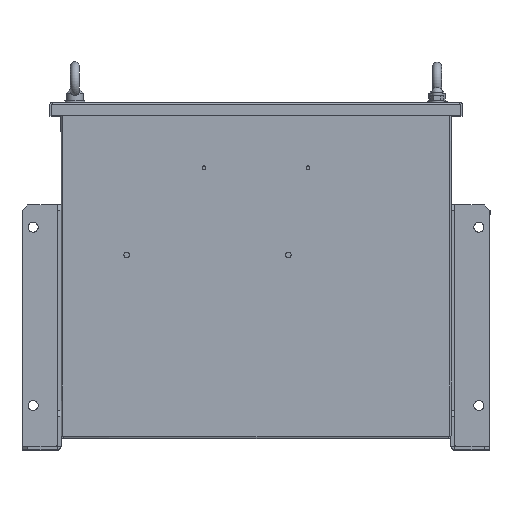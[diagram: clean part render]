
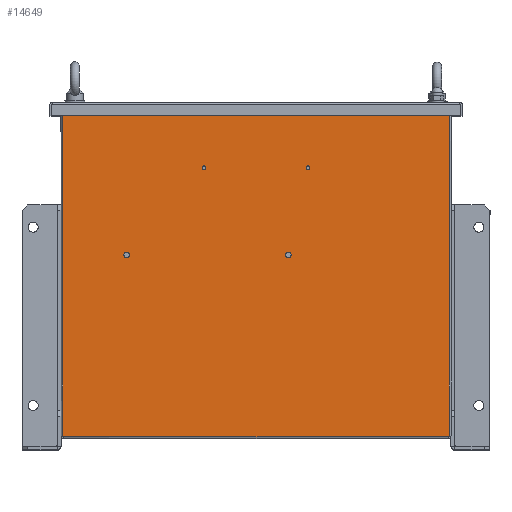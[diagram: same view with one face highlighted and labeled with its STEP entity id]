
A CAD part, top view. The second image highlights one B-rep face of the part: STEP entity #14649.
In plain terms, the highlighted planar face has unit normal (0, 0, 1).
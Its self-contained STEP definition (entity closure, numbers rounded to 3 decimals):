
#428 = DIRECTION ( 'NONE',  ( 1., 0., 0. ) ) ;
#460 = ORIENTED_EDGE ( 'NONE', *, *, #12277, .F. ) ;
#477 = CARTESIAN_POINT ( 'NONE',  ( 229.054, 317.8, 1.5 ) ) ;
#646 = VERTEX_POINT ( 'NONE', #477 ) ;
#715 = ORIENTED_EDGE ( 'NONE', *, *, #15041, .T. ) ;
#756 = DIRECTION ( 'NONE',  ( 0., 0., -1. ) ) ;
#1083 = EDGE_CURVE ( 'NONE', #13362, #8745, #5765, .T. ) ;
#1388 = CARTESIAN_POINT ( 'NONE',  ( 575.5, 21., 1.5 ) ) ;
#1393 = VERTEX_POINT ( 'NONE', #12738 ) ;
#1397 = DIRECTION ( 'NONE',  ( 1., 0., 0. ) ) ;
#1661 = VECTOR ( 'NONE', #13909, 1000. ) ;
#1788 = EDGE_CURVE ( 'NONE', #16483, #13362, #1936, .T. ) ;
#1936 = LINE ( 'NONE', #17244, #1661 ) ;
#2194 = CARTESIAN_POINT ( 'NONE',  ( 575.2, 317.146, 1.5 ) ) ;
#2295 = CARTESIAN_POINT ( 'NONE',  ( 285.8, 184.2, 1.5 ) ) ;
#2563 = VERTEX_POINT ( 'NONE', #2194 ) ;
#2741 = AXIS2_PLACEMENT_3D ( 'NONE', #17182, #7331, #18834 ) ;
#3188 = EDGE_CURVE ( 'NONE', #15847, #15847, #7518, .T. ) ;
#3691 = EDGE_CURVE ( 'NONE', #646, #10036, #20827, .T. ) ;
#3985 = DIRECTION ( 'NONE',  ( 1., 0., 0. ) ) ;
#4040 = CARTESIAN_POINT ( 'NONE',  ( 574.546, 21., 1.5 ) ) ;
#4382 = DIRECTION ( 'NONE',  ( 0., 0., -1. ) ) ;
#4676 = DIRECTION ( 'NONE',  ( 1., 0., 0. ) ) ;
#4738 = EDGE_LOOP ( 'NONE', ( #8460 ) ) ;
#4876 = EDGE_CURVE ( 'NONE', #8745, #10921, #6161, .T. ) ;
#4919 = AXIS2_PLACEMENT_3D ( 'NONE', #10656, #756, #12305 ) ;
#4923 = AXIS2_PLACEMENT_3D ( 'NONE', #18340, #16370, #428 ) ;
#4984 = ORIENTED_EDGE ( 'NONE', *, *, #12999, .F. ) ;
#5582 = ORIENTED_EDGE ( 'NONE', *, *, #15179, .T. ) ;
#5695 = DIRECTION ( 'NONE',  ( 0., 0., 1. ) ) ;
#5765 = CIRCLE ( 'NONE', #4923, 1. ) ;
#5964 = ORIENTED_EDGE ( 'NONE', *, *, #3691, .F. ) ;
#6161 = LINE ( 'NONE', #1388, #6465 ) ;
#6465 = VECTOR ( 'NONE', #14573, 1000. ) ;
#6653 = CARTESIAN_POINT ( 'NONE',  ( 575.2, 20.7, 1.5 ) ) ;
#6728 = FACE_OUTER_BOUND ( 'NONE', #10981, .T. ) ;
#7325 = ORIENTED_EDGE ( 'NONE', *, *, #1083, .T. ) ;
#7331 = DIRECTION ( 'NONE',  ( 0., 0., 1. ) ) ;
#7518 = CIRCLE ( 'NONE', #2741, 1.65 ) ;
#7709 = ORIENTED_EDGE ( 'NONE', *, *, #1788, .T. ) ;
#7743 = FACE_BOUND ( 'NONE', #15450, .T. ) ;
#7983 = CARTESIAN_POINT ( 'NONE',  ( 228.4, 317.146, 1.5 ) ) ;
#8255 = CIRCLE ( 'NONE', #10757, 2.5 ) ;
#8460 = ORIENTED_EDGE ( 'NONE', *, *, #14656, .F. ) ;
#8745 = VERTEX_POINT ( 'NONE', #12488 ) ;
#8864 = ORIENTED_EDGE ( 'NONE', *, *, #19305, .T. ) ;
#9272 = ORIENTED_EDGE ( 'NONE', *, *, #11174, .F. ) ;
#9389 = CARTESIAN_POINT ( 'NONE',  ( 575.5, 20.7, 1.5 ) ) ;
#9597 = LINE ( 'NONE', #6653, #13925 ) ;
#9869 = CARTESIAN_POINT ( 'NONE',  ( 574.546, 317.8, 1.5 ) ) ;
#10036 = VERTEX_POINT ( 'NONE', #9869 ) ;
#10318 = DIRECTION ( 'NONE',  ( 1., 0., 0. ) ) ;
#10656 = CARTESIAN_POINT ( 'NONE',  ( 228.1, 318.1, 1.5 ) ) ;
#10663 = VERTEX_POINT ( 'NONE', #17670 ) ;
#10757 = AXIS2_PLACEMENT_3D ( 'NONE', #15552, #5695, #17194 ) ;
#10894 = CIRCLE ( 'NONE', #19054, 1. ) ;
#10921 = VERTEX_POINT ( 'NONE', #4040 ) ;
#10981 = EDGE_LOOP ( 'NONE', ( #715, #7709, #7325, #19014, #5582, #9272, #8864, #5964 ) ) ;
#11023 = DIRECTION ( 'NONE',  ( 1., 0., 0. ) ) ;
#11069 = FACE_BOUND ( 'NONE', #4738, .T. ) ;
#11174 = EDGE_CURVE ( 'NONE', #2563, #17107, #9597, .T. ) ;
#11178 = CARTESIAN_POINT ( 'NONE',  ( 356.7, 262.4, 1.5 ) ) ;
#11266 = DIRECTION ( 'NONE',  ( 0., 0., 1. ) ) ;
#11586 = FACE_BOUND ( 'NONE', #17218, .T. ) ;
#12277 = EDGE_CURVE ( 'NONE', #10663, #10663, #20066, .T. ) ;
#12305 = DIRECTION ( 'NONE',  ( 1., 0., 0. ) ) ;
#12488 = CARTESIAN_POINT ( 'NONE',  ( 229.054, 21., 1.5 ) ) ;
#12738 = CARTESIAN_POINT ( 'NONE',  ( 433.3, 184.2, 1.5 ) ) ;
#12999 = EDGE_CURVE ( 'NONE', #1393, #1393, #8255, .T. ) ;
#13224 = CARTESIAN_POINT ( 'NONE',  ( 228.4, 21.654, 1.5 ) ) ;
#13362 = VERTEX_POINT ( 'NONE', #13224 ) ;
#13827 = DIRECTION ( 'NONE',  ( 0., 0., 1. ) ) ;
#13909 = DIRECTION ( 'NONE',  ( 0., -1., 0. ) ) ;
#13925 = VECTOR ( 'NONE', #16522, 1000. ) ;
#14223 = CARTESIAN_POINT ( 'NONE',  ( 575.5, 318.1, 1.5 ) ) ;
#14515 = DIRECTION ( 'NONE',  ( 0., 0., 1. ) ) ;
#14573 = DIRECTION ( 'NONE',  ( 1., 0., 0. ) ) ;
#14649 = ADVANCED_FACE ( 'NONE', ( #11586, #15452, #7743, #11069, #6728 ), #17775, .T. ) ;
#14656 = EDGE_CURVE ( 'NONE', #17377, #17377, #14933, .T. ) ;
#14933 = CIRCLE ( 'NONE', #20011, 1.65 ) ;
#15041 = EDGE_CURVE ( 'NONE', #646, #16483, #18514, .T. ) ;
#15179 = EDGE_CURVE ( 'NONE', #10921, #17107, #19790, .T. ) ;
#15450 = EDGE_LOOP ( 'NONE', ( #16438 ) ) ;
#15452 = FACE_BOUND ( 'NONE', #15663, .T. ) ;
#15552 = CARTESIAN_POINT ( 'NONE',  ( 430.8, 184.2, 1.5 ) ) ;
#15663 = EDGE_LOOP ( 'NONE', ( #460 ) ) ;
#15847 = VERTEX_POINT ( 'NONE', #19004 ) ;
#15888 = DIRECTION ( 'NONE',  ( 1., 0., 0. ) ) ;
#15925 = AXIS2_PLACEMENT_3D ( 'NONE', #9389, #20868, #11023 ) ;
#16370 = DIRECTION ( 'NONE',  ( 0., 0., -1. ) ) ;
#16438 = ORIENTED_EDGE ( 'NONE', *, *, #3188, .F. ) ;
#16483 = VERTEX_POINT ( 'NONE', #7983 ) ;
#16522 = DIRECTION ( 'NONE',  ( 0., -1., 0. ) ) ;
#17107 = VERTEX_POINT ( 'NONE', #20589 ) ;
#17182 = CARTESIAN_POINT ( 'NONE',  ( 448.55, 262.4, 1.5 ) ) ;
#17194 = DIRECTION ( 'NONE',  ( 1., 0., 0. ) ) ;
#17218 = EDGE_LOOP ( 'NONE', ( #4984 ) ) ;
#17244 = CARTESIAN_POINT ( 'NONE',  ( 228.4, 20.7, 1.5 ) ) ;
#17377 = VERTEX_POINT ( 'NONE', #11178 ) ;
#17532 = AXIS2_PLACEMENT_3D ( 'NONE', #2295, #13827, #3985 ) ;
#17670 = CARTESIAN_POINT ( 'NONE',  ( 288.3, 184.2, 1.5 ) ) ;
#17775 = PLANE ( 'NONE',  #21127 ) ;
#18340 = CARTESIAN_POINT ( 'NONE',  ( 228.1, 20.7, 1.5 ) ) ;
#18514 = CIRCLE ( 'NONE', #4919, 1. ) ;
#18834 = DIRECTION ( 'NONE',  ( -1., 0., 0. ) ) ;
#19004 = CARTESIAN_POINT ( 'NONE',  ( 446.9, 262.4, 1.5 ) ) ;
#19014 = ORIENTED_EDGE ( 'NONE', *, *, #4876, .T. ) ;
#19054 = AXIS2_PLACEMENT_3D ( 'NONE', #14223, #4382, #15888 ) ;
#19305 = EDGE_CURVE ( 'NONE', #2563, #10036, #10894, .T. ) ;
#19790 = CIRCLE ( 'NONE', #15925, 1. ) ;
#19977 = VECTOR ( 'NONE', #10318, 1000. ) ;
#20011 = AXIS2_PLACEMENT_3D ( 'NONE', #21111, #11266, #1397 ) ;
#20066 = CIRCLE ( 'NONE', #17532, 2.5 ) ;
#20102 = CARTESIAN_POINT ( 'NONE',  ( 575.5, 317.8, 1.5 ) ) ;
#20589 = CARTESIAN_POINT ( 'NONE',  ( 575.2, 21.654, 1.5 ) ) ;
#20827 = LINE ( 'NONE', #20102, #19977 ) ;
#20868 = DIRECTION ( 'NONE',  ( 0., 0., -1. ) ) ;
#21038 = CARTESIAN_POINT ( 'NONE',  ( 575.5, 20.7, 1.5 ) ) ;
#21111 = CARTESIAN_POINT ( 'NONE',  ( 355.05, 262.4, 1.5 ) ) ;
#21127 = AXIS2_PLACEMENT_3D ( 'NONE', #21038, #14515, #4676 ) ;
